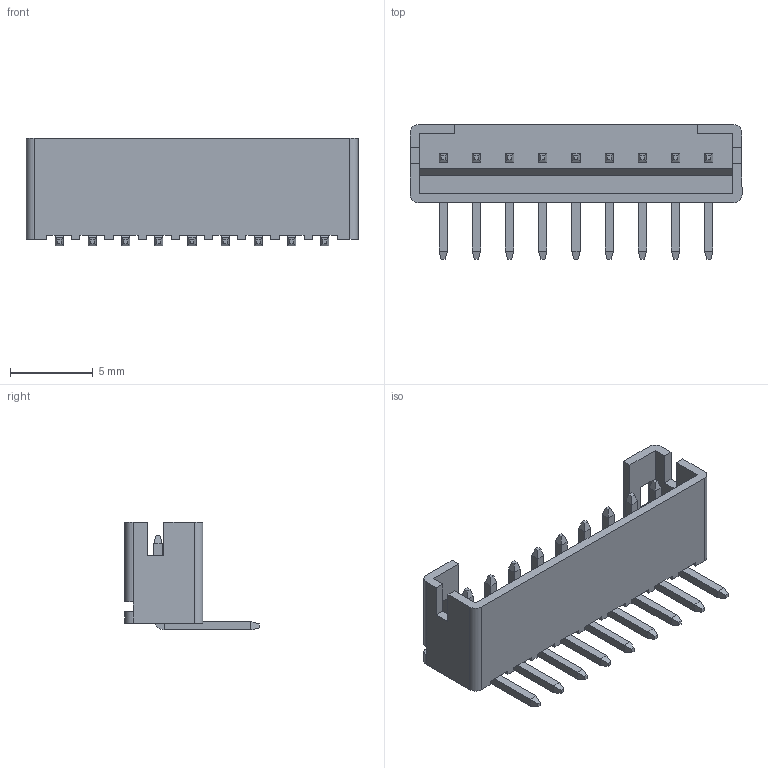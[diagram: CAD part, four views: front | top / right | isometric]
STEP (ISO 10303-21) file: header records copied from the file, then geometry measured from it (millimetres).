
FILE_DESCRIPTION (( 'STEP AP203' ), '1' );
FILE_NAME ('140-509-415-100.STEP', '2020-09-25T11:00:31', ( '' ), ( '' ), 'SwSTEP 2.0', 'SolidWorks 2020', '' );
FILE_SCHEMA (( 'CONFIG_CONTROL_DESIGN' ));
Length unit declared in the file: millimetre
Products named in the file (3): RA LI Contact_Str; 140-509-415-100; RA LI Housing_509
Assembly tree (10 placements, depth 2):
  140-509-415-100
    RA LI Housing_509
    RA LI Contact_Str  x9
Bounding box: 20 x 8.1 x 6.5 mm (x, y, z)
Volume: 219.6 mm3; surface area: 829.6 mm2
Topology: 10 solids, 10 shells, 310 faces, 728 edges, 436 vertices
Faces by surface type: plane 286, cylinder 24
Entity records: 4821 total; most frequent: CARTESIAN_POINT 767, ORIENTED_EDGE 752, DIRECTION 686, EDGE_CURVE 376, LINE 360, VECTOR 360, VERTEX_POINT 244, AXIS2_PLACEMENT_3D 163
